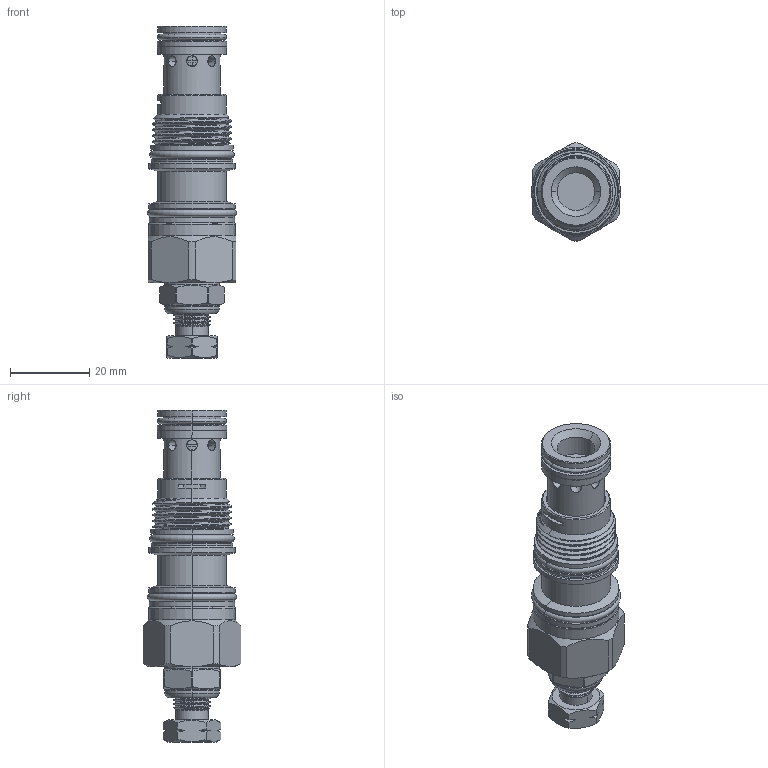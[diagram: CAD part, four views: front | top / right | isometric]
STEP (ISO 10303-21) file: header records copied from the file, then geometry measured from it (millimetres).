
FILE_DESCRIPTION (( 'STEP AP203' ), '1' );
FILE_NAME ('SP11A30-G.STEP', '2016-08-11T01:07:37', ( '' ), ( '' ), 'SwSTEP 2.0', 'SolidWorks 2012', '' );
FILE_SCHEMA (( 'CONFIG_CONTROL_DESIGN' ));
Length unit declared in the file: millimetre
Products named in the file (1): SP11A30-G
Bounding box: 22.55 x 24.79 x 84.01 mm (x, y, z)
Volume: 20478.9 mm3; surface area: 9473 mm2
Topology: 4 solids, 4 shells, 325 faces, 853 edges, 528 vertices
Faces by surface type: cylinder 180, cone 60, plane 46, torus 28, bspline 11
Entity records: 19710 total; most frequent: CARTESIAN_POINT 12086, ORIENTED_EDGE 1706, DIRECTION 1497, EDGE_CURVE 853, AXIS2_PLACEMENT_3D 639, VERTEX_POINT 528, EDGE_LOOP 355, ADVANCED_FACE 325
